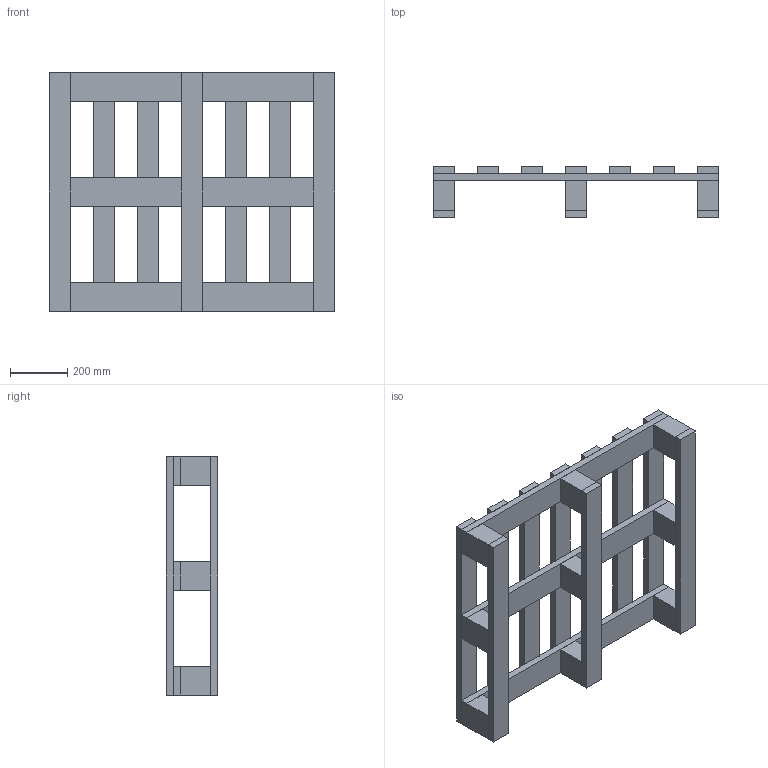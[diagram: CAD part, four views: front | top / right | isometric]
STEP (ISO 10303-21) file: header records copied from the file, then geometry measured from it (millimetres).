
FILE_DESCRIPTION (( 'STEP AP203' ), '1' );
FILE_NAME ('wooden skid.STEP', '2019-04-04T06:46:07', ( 'it' ), ( '' ), 'SwSTEP 2.0', 'SolidWorks 2018', '' );
FILE_SCHEMA (( 'CONFIG_CONTROL_DESIGN' ));
Length unit declared in the file: millimetre
Products named in the file (4): MIDDLE FLANKS; RUNNERS; wooden skid; BOTTOM FLANKS
Assembly tree (22 placements, depth 2):
  wooden skid
    BOTTOM FLANKS  x10
    RUNNERS  x9
    MIDDLE FLANKS  x3
Bounding box: 1000 x 180 x 833 mm (x, y, z)
Volume: 30206250 mm3; surface area: 2934250 mm2
Topology: 22 solids, 22 shells, 132 faces, 264 edges, 176 vertices
Faces by surface type: plane 132
Entity records: 1482 total; most frequent: DIRECTION 122, CARTESIAN_POINT 103, ORIENTED_EDGE 72, LOCAL_TIME 64, DATE_AND_TIME 64, CALENDAR_DATE 64, COORDINATED_UNIVERSAL_TIME_OFFSET 64, PERSON_AND_ORGANIZATION 54
